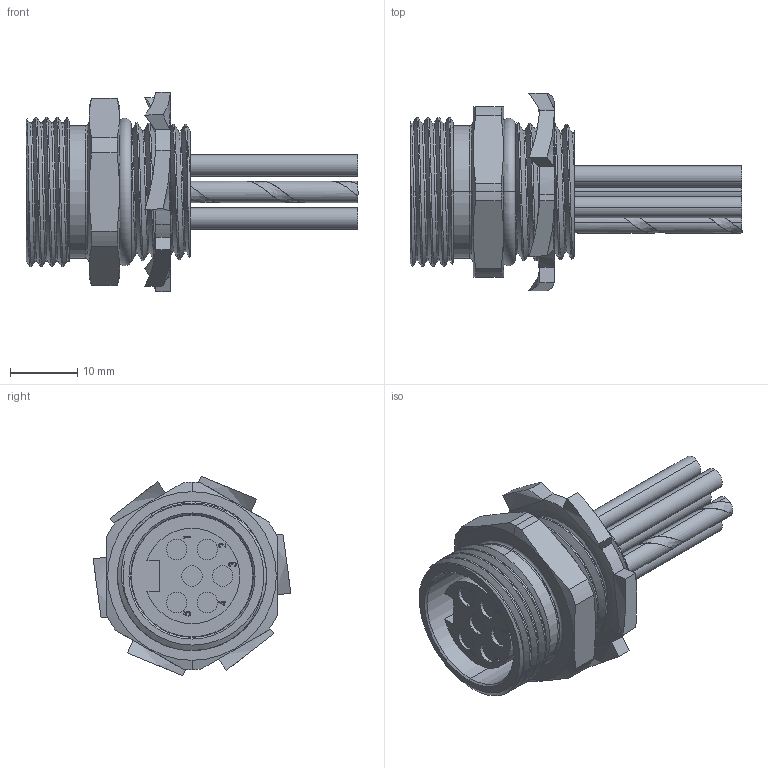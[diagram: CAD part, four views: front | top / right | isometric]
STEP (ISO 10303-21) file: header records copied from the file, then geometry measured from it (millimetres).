
FILE_DESCRIPTION (( 'STEP AP214' ), '1' );
FILE_NAME ('MIN-6FR-ZZ.STEP', '2015-08-10T12:20:01', ( 'IT' ), ( '' ), 'SwSTEP 2.0', 'SolidWorks 2015', '' );
FILE_SCHEMA (( 'AUTOMOTIVE_DESIGN' ));
Length unit declared in the file: millimetre
Products named in the file (1): MIN-6FR-ZZ
Bounding box: 49.51 x 29.48 x 29.77 mm (x, y, z)
Volume: 9535.7 mm3; surface area: 6729.1 mm2
Topology: 1 solids, 1 shells, 260 faces, 667 edges, 432 vertices
Faces by surface type: plane 97, cylinder 78, bspline 54, cone 20, torus 11
Entity records: 19092 total; most frequent: CARTESIAN_POINT 10546, ORIENTED_EDGE 1334, DIRECTION 989, EDGE_CURVE 667, VERTEX_POINT 432, AXIS2_PLACEMENT_3D 362, EDGE_LOOP 287, LINE 265
